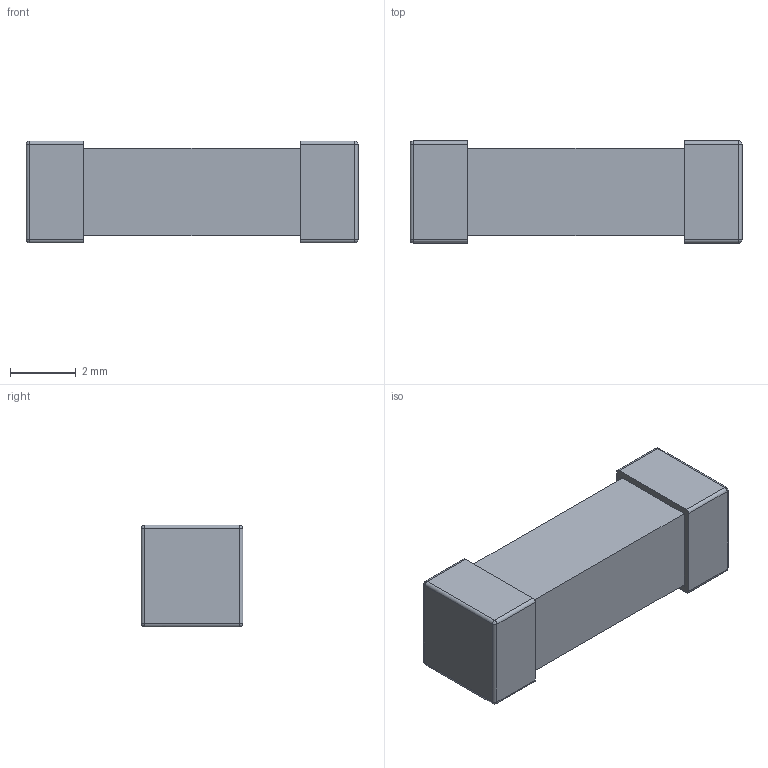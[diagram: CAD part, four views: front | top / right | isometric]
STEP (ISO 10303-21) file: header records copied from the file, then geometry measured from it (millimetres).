
FILE_DESCRIPTION(/* description */ (''),/* implementation_level */ '2;1');
FILE_NAME(/* name */ 'fuse_3912',/* time_stamp */ '2020-01-20T04:11:11-03:00',/* author */ (''),/* organization */ (''),/* preprocessor_version */ 'ST-DEVELOPER v10',/* originating_system */ '',/* authorisation */ '');
FILE_SCHEMA (('AUTOMOTIVE_DESIGN'));
Length unit declared in the file: millimetre
Products named in the file (1): 1
Bounding box: 10.1 x 3.1 x 3.1 mm (x, y, z)
Volume: 77.7 mm3; surface area: 228.4 mm2
Topology: 3 solids, 3 shells, 52 faces, 116 edges, 64 vertices
Faces by surface type: plane 28, bspline 24
Entity records: 1272 total; most frequent: CARTESIAN_POINT 510, ORIENTED_EDGE 216, EDGE_CURVE 108, B_SPLINE_CURVE_WITH_KNOTS 76, VERTEX_POINT 64, EDGE_LOOP 54, ADVANCED_FACE 52, FACE_OUTER_BOUND 52
